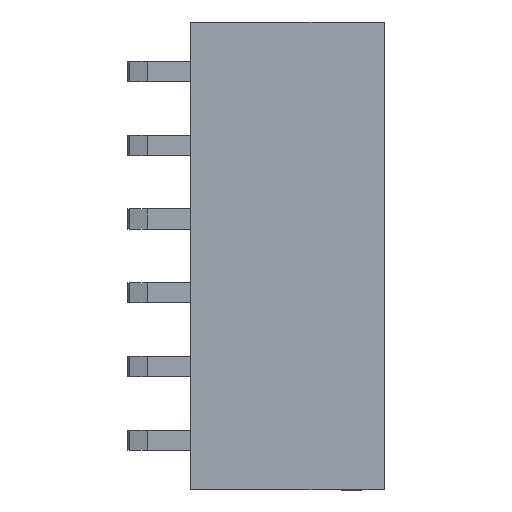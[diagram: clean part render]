
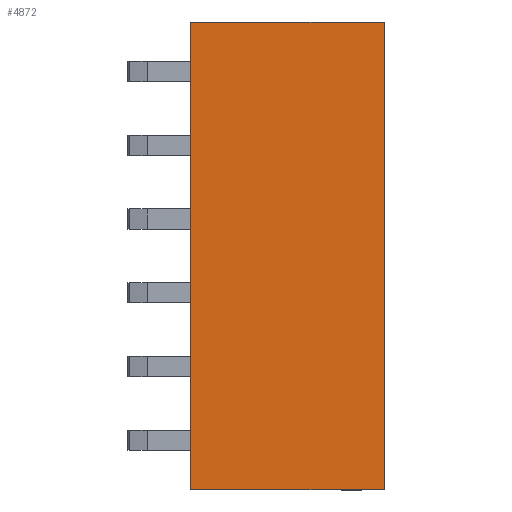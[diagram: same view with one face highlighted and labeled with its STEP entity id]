
A CAD part, top view. The second image highlights one B-rep face of the part: STEP entity #4872.
In plain terms, the highlighted planar face has unit normal (0, 0, 1).
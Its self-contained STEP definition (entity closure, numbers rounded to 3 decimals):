
#151 = DIRECTION ( 'NONE',  ( 1., 0., 0. ) ) ;
#630 = ORIENTED_EDGE ( 'NONE', *, *, #2439, .T. ) ;
#666 = VERTEX_POINT ( 'NONE', #7781 ) ;
#887 = LINE ( 'NONE', #3204, #2738 ) ;
#1385 = DIRECTION ( 'NONE',  ( 0., 0., -1. ) ) ;
#2439 = EDGE_CURVE ( 'NONE', #5043, #666, #887, .T. ) ;
#2738 = VECTOR ( 'NONE', #6603, 1000. ) ;
#2939 = CARTESIAN_POINT ( 'NONE',  ( 10., 8.94, 6.42 ) ) ;
#3057 = CARTESIAN_POINT ( 'NONE',  ( 10., 0., 6.42 ) ) ;
#3204 = CARTESIAN_POINT ( 'NONE',  ( 0., 8.94, 6.42 ) ) ;
#3215 = LINE ( 'NONE', #5056, #6628 ) ;
#3741 = VECTOR ( 'NONE', #151, 1000. ) ;
#4732 = ORIENTED_EDGE ( 'NONE', *, *, #6124, .F. ) ;
#4872 = ADVANCED_FACE ( 'NONE', ( #8724 ), #5502, .F. ) ;
#4991 = CARTESIAN_POINT ( 'NONE',  ( 0., 24.175, 6.42 ) ) ;
#5043 = VERTEX_POINT ( 'NONE', #4991 ) ;
#5056 = CARTESIAN_POINT ( 'NONE',  ( 0., 24.175, 6.42 ) ) ;
#5502 = PLANE ( 'NONE',  #8065 ) ;
#5552 = EDGE_CURVE ( 'NONE', #7132, #5646, #8375, .T. ) ;
#5646 = VERTEX_POINT ( 'NONE', #3057 ) ;
#5685 = DIRECTION ( 'NONE',  ( 0., -1., 0. ) ) ;
#5871 = EDGE_LOOP ( 'NONE', ( #8702, #4732, #630, #7382 ) ) ;
#5964 = CARTESIAN_POINT ( 'NONE',  ( 10., 24.175, 6.42 ) ) ;
#6124 = EDGE_CURVE ( 'NONE', #5043, #7132, #3215, .T. ) ;
#6179 = DIRECTION ( 'NONE',  ( -1., 0., 0. ) ) ;
#6603 = DIRECTION ( 'NONE',  ( 0., -1., 0. ) ) ;
#6628 = VECTOR ( 'NONE', #7792, 1000. ) ;
#7132 = VERTEX_POINT ( 'NONE', #5964 ) ;
#7382 = ORIENTED_EDGE ( 'NONE', *, *, #8099, .T. ) ;
#7387 = LINE ( 'NONE', #7702, #3741 ) ;
#7702 = CARTESIAN_POINT ( 'NONE',  ( 0., 0., 6.42 ) ) ;
#7781 = CARTESIAN_POINT ( 'NONE',  ( 0., 0., 6.42 ) ) ;
#7792 = DIRECTION ( 'NONE',  ( 1., 0., 0. ) ) ;
#7948 = VECTOR ( 'NONE', #5685, 1000. ) ;
#8065 = AXIS2_PLACEMENT_3D ( 'NONE', #8236, #1385, #6179 ) ;
#8099 = EDGE_CURVE ( 'NONE', #666, #5646, #7387, .T. ) ;
#8236 = CARTESIAN_POINT ( 'NONE',  ( 0., 8.94, 6.42 ) ) ;
#8375 = LINE ( 'NONE', #2939, #7948 ) ;
#8702 = ORIENTED_EDGE ( 'NONE', *, *, #5552, .F. ) ;
#8724 = FACE_OUTER_BOUND ( 'NONE', #5871, .T. ) ;
